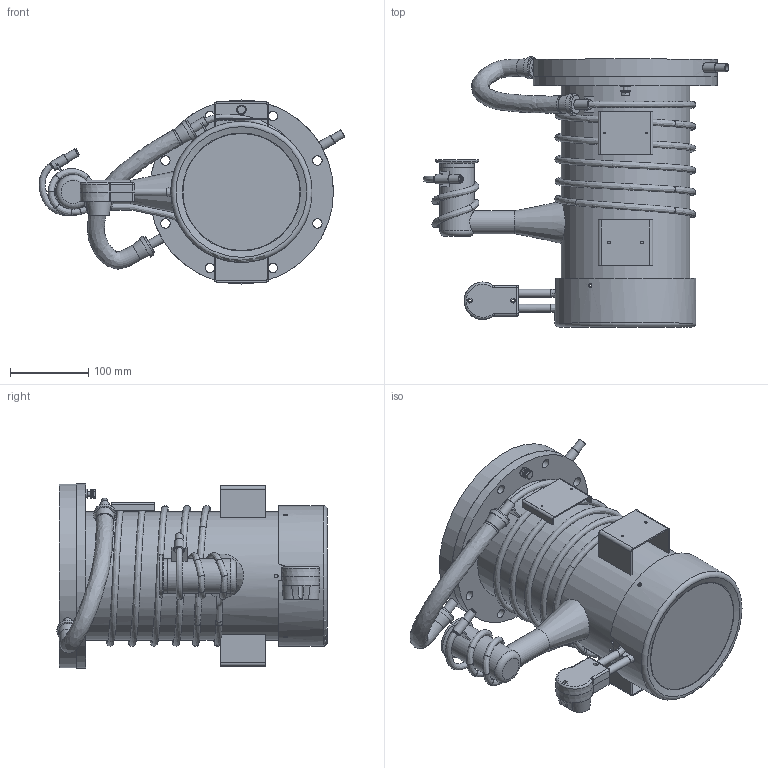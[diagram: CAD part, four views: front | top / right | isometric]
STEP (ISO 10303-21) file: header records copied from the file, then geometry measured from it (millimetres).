
FILE_DESCRIPTION(('STEP AP242'), '1');
FILE_NAME('Ãàáàðèòêà äëÿ çàêàç÷èêà', '2023-08-23T10:38:36', (''), (''), 'C3D Converter', 'C3D Toolkit', '');
FILE_SCHEMA(('AP242_MANAGED_MODEL_BASED_3D_ENGINEERING_MIM_LF { 1 0 10303 442 1 1 4 }'));
Length unit declared in the file: millimetre
Bounding box: 390.4 x 345 x 235 mm (x, y, z)
Surface area: 577245.1 mm2 (no closed solid volume)
Topology: 0 solids, 34 shells, 297 faces, 769 edges, 508 vertices
Faces by surface type: plane 124, cylinder 97, bspline 46, cone 19, torus 7, sphere 4
Full cylindrical faces by diameter (mm): 2.459 x2, 3.4 x8, 6 x4, 6.4 x2, 6.5 x2, 6.6 x2, 8 x4, 8.3 x1, 10 x3, 10.5 x2, 12 x22, 12.2 x2, 24 x2, 28 x2, 30 x1, 41.2 x1, 44 x1, 44.5 x1, 55 x1, 160 x1, 164 x1, 166 x1, 175 x1, 176 x1, 180 x1, 186 x1, 235 x2
Entity records: 26183 total; most frequent: CARTESIAN_POINT 19577, DIRECTION 1282, ORIENTED_EDGE 1145, EDGE_CURVE 648, AXIS2_PLACEMENT_3D 516, VERTEX_POINT 508, EDGE_LOOP 502, ADVANCED_FACE 297
